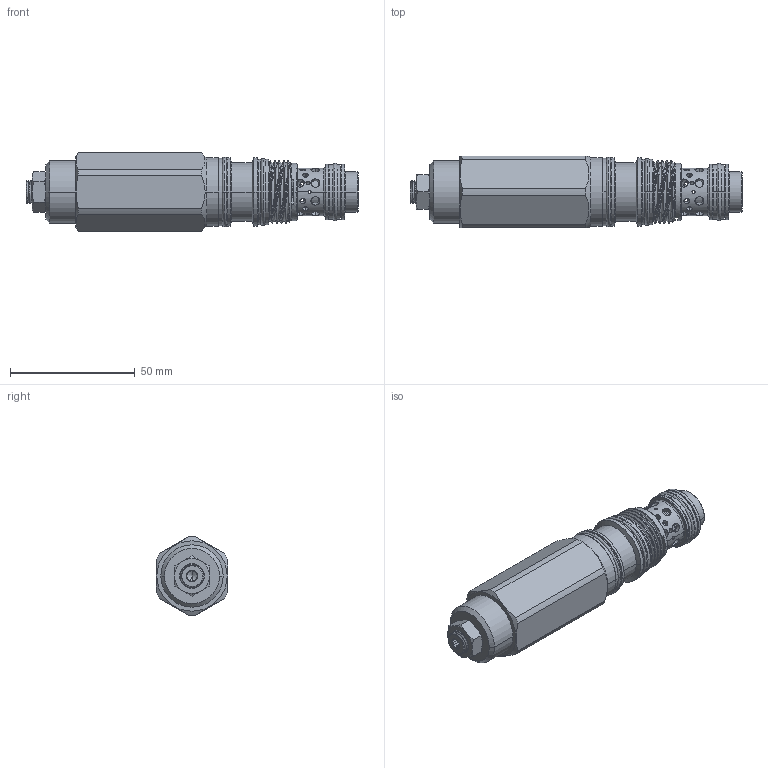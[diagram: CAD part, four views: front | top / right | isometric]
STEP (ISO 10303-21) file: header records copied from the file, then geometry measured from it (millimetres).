
FILE_DESCRIPTION (( 'STEP AP203' ), '1' );
FILE_NAME ('MB2A3A(3C)(3D)-L.STEP', '2016-06-07T01:00:57', ( '' ), ( '' ), 'SwSTEP 2.0', 'SolidWorks 2012', '' );
FILE_SCHEMA (( 'CONFIG_CONTROL_DESIGN' ));
Length unit declared in the file: millimetre
Products named in the file (1): MB2A3A(3C)(3D)-L
Bounding box: 133.1 x 28.57 x 31.59 mm (x, y, z)
Volume: 56542.7 mm3; surface area: 22550.2 mm2
Topology: 11 solids, 11 shells, 394 faces, 968 edges, 595 vertices
Faces by surface type: cylinder 182, cone 90, plane 72, torus 45, bspline 5
Entity records: 19249 total; most frequent: CARTESIAN_POINT 10106, ORIENTED_EDGE 1932, DIRECTION 1825, EDGE_CURVE 966, AXIS2_PLACEMENT_3D 756, VERTEX_POINT 595, EDGE_LOOP 483, FACE_OUTER_BOUND 394
